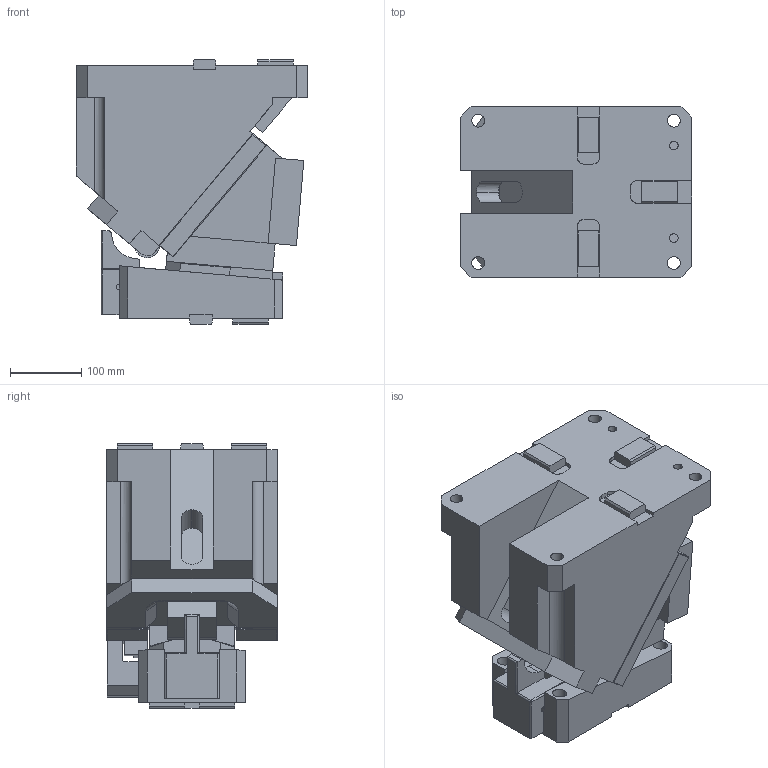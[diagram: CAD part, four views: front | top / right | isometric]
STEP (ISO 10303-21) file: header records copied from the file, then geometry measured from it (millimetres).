
FILE_DESCRIPTION(('CATIA V5 STEP Exchange'),'2;1');
FILE_NAME('CACG_150_05.stp','2015-04-22T08:32:52+00:00',('none'),('none'),'CATIA Version 5 Release 19 SP 2 (IN-10)','CATIA V5 STEP AP203','none');
FILE_SCHEMA(('CONFIG_CONTROL_DESIGN'));
Length unit declared in the file: millimetre
Products named in the file (1): CACG_150_05
Bounding box: 325 x 240 x 372 mm (x, y, z)
Volume: 16513758.7 mm3; surface area: 949931.3 mm2
Topology: 3 solids, 9 shells, 507 faces, 1416 edges, 928 vertices
Faces by surface type: plane 338, cylinder 163, sphere 4, cone 2
Entity records: 19003 total; most frequent: CARTESIAN_POINT 6705, ORIENTED_EDGE 2824, DIRECTION 2025, EDGE_CURVE 1412, VECTOR 1108, LINE 1108, VERTEX_POINT 928, EDGE_LOOP 550
